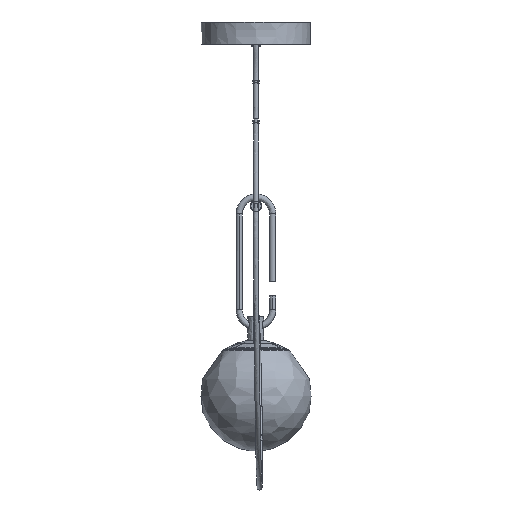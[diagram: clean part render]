
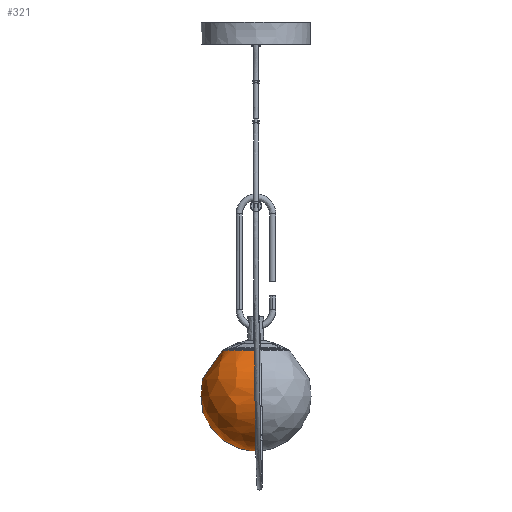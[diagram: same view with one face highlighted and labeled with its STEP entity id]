
A CAD part, front view. The second image highlights one B-rep face of the part: STEP entity #321.
In plain terms, the highlighted free-form (B-spline) face has degree [2, 2] with [5, 5] control points.
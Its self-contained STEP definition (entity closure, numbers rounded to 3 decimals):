
#321=ADVANCED_FACE($,(#522),#2656,.T.);
#522=FACE_OUTER_BOUND($,#733,.T.);
#733=EDGE_LOOP($,(#1449,#1450,#1451));
#1449=ORIENTED_EDGE($,*,*,#2059,.T.);
#1450=ORIENTED_EDGE($,*,*,#2060,.T.);
#1451=ORIENTED_EDGE($,*,*,#2065,.F.);
#2059=EDGE_CURVE($,#2421,#2420,#2910,.T.);
#2060=EDGE_CURVE($,#2420,#2419,#2911,.T.);
#2065=EDGE_CURVE($,#2421,#2419,#2915,.T.);
#2419=VERTEX_POINT($,#9666);
#2420=VERTEX_POINT($,#9667);
#2421=VERTEX_POINT($,#9668);
#2656=(
BOUNDED_SURFACE()
B_SPLINE_SURFACE(2,2,((#9600,#9601,#9602,#9603,#9604),(#9605,#9606,#9607,
#9608,#9609),(#9610,#9611,#9612,#9613,#9614),(#9615,#9616,#9617,#9618,#9619),
(#9620,#9621,#9622,#9623,#9624)),.UNSPECIFIED.,.F.,.F.,.F.)
B_SPLINE_SURFACE_WITH_KNOTS((3,2,3),(3,2,3),(3.142,4.712,
6.283),(-0.927,0.322,1.571),
.UNSPECIFIED.)
GEOMETRIC_REPRESENTATION_ITEM()
RATIONAL_B_SPLINE_SURFACE(((1.,0.811,1.,0.811,1.),
(0.707,0.574,0.707,0.574,
0.707),(1.,0.811,1.,0.811,1.),(0.707,
0.574,0.707,0.574,0.707),
(1.,0.811,1.,0.811,1.)))
REPRESENTATION_ITEM($)
SURFACE()
);
#2910=(
BOUNDED_CURVE()
B_SPLINE_CURVE(2,(#9439,#9440,#9441,#9442,#9443),.UNSPECIFIED.,.F.,.F.)
B_SPLINE_CURVE_WITH_KNOTS((3,2,3),(131.947,197.92,263.894),
.UNSPECIFIED.)
CURVE()
GEOMETRIC_REPRESENTATION_ITEM()
RATIONAL_B_SPLINE_CURVE((1.,0.707,1.,0.707,1.))
REPRESENTATION_ITEM($)
);
#2911=(
BOUNDED_CURVE()
B_SPLINE_CURVE(2,(#9444,#9445,#9446,#9447,#9448),.UNSPECIFIED.,.F.,.F.)
B_SPLINE_CURVE_WITH_KNOTS((3,2,3),(-0.927,0.322,
1.571),.UNSPECIFIED.)
CURVE()
GEOMETRIC_REPRESENTATION_ITEM()
RATIONAL_B_SPLINE_CURVE((1.,0.811,1.,0.811,1.))
REPRESENTATION_ITEM($)
);
#2915=(
BOUNDED_CURVE()
B_SPLINE_CURVE(2,(#9462,#9463,#9464,#9465,#9466),.UNSPECIFIED.,.F.,.F.)
B_SPLINE_CURVE_WITH_KNOTS((3,2,3),(-0.927,0.322,
1.571),.UNSPECIFIED.)
CURVE()
GEOMETRIC_REPRESENTATION_ITEM()
RATIONAL_B_SPLINE_CURVE((1.,0.811,1.,0.811,1.))
REPRESENTATION_ITEM($)
);
#9439=CARTESIAN_POINT($,(0.,440.4,-181.));
#9440=CARTESIAN_POINT($,(-42.,440.4,-181.));
#9441=CARTESIAN_POINT($,(-42.,482.4,-181.));
#9442=CARTESIAN_POINT($,(-42.,524.4,-181.));
#9443=CARTESIAN_POINT($,(0.,524.4,-181.));
#9444=CARTESIAN_POINT($,(0.,524.4,-181.));
#9445=CARTESIAN_POINT($,(0.,564.763,-211.272));
#9446=CARTESIAN_POINT($,(0.,548.808,-259.136));
#9447=CARTESIAN_POINT($,(0.,532.853,-307.));
#9448=CARTESIAN_POINT($,(0.,482.4,-307.));
#9462=CARTESIAN_POINT($,(0.,440.4,-181.));
#9463=CARTESIAN_POINT($,(0.,400.037,-211.272));
#9464=CARTESIAN_POINT($,(0.,415.992,-259.136));
#9465=CARTESIAN_POINT($,(0.,431.947,-307.));
#9466=CARTESIAN_POINT($,(0.,482.4,-307.));
#9600=CARTESIAN_POINT($,(0.,440.4,-181.));
#9601=CARTESIAN_POINT($,(0.,400.037,-211.272));
#9602=CARTESIAN_POINT($,(0.,415.992,-259.136));
#9603=CARTESIAN_POINT($,(0.,431.947,-307.));
#9604=CARTESIAN_POINT($,(0.,482.4,-307.));
#9605=CARTESIAN_POINT($,(-42.,440.4,-181.));
#9606=CARTESIAN_POINT($,(-82.363,400.037,-211.272));
#9607=CARTESIAN_POINT($,(-66.408,415.992,-259.136));
#9608=CARTESIAN_POINT($,(-50.453,431.947,-307.));
#9609=CARTESIAN_POINT($,(0.,482.4,-307.));
#9610=CARTESIAN_POINT($,(-42.,482.4,-181.));
#9611=CARTESIAN_POINT($,(-82.363,482.4,-211.272));
#9612=CARTESIAN_POINT($,(-66.408,482.4,-259.136));
#9613=CARTESIAN_POINT($,(-50.453,482.4,-307.));
#9614=CARTESIAN_POINT($,(0.,482.4,-307.));
#9615=CARTESIAN_POINT($,(-42.,524.4,-181.));
#9616=CARTESIAN_POINT($,(-82.363,564.763,-211.272));
#9617=CARTESIAN_POINT($,(-66.408,548.808,-259.136));
#9618=CARTESIAN_POINT($,(-50.453,532.853,-307.));
#9619=CARTESIAN_POINT($,(0.,482.4,-307.));
#9620=CARTESIAN_POINT($,(0.,524.4,-181.));
#9621=CARTESIAN_POINT($,(0.,564.763,-211.272));
#9622=CARTESIAN_POINT($,(0.,548.808,-259.136));
#9623=CARTESIAN_POINT($,(0.,532.853,-307.));
#9624=CARTESIAN_POINT($,(0.,482.4,-307.));
#9666=CARTESIAN_POINT($,(0.,482.4,-307.));
#9667=CARTESIAN_POINT($,(0.,524.4,-181.));
#9668=CARTESIAN_POINT($,(0.,440.4,-181.));
